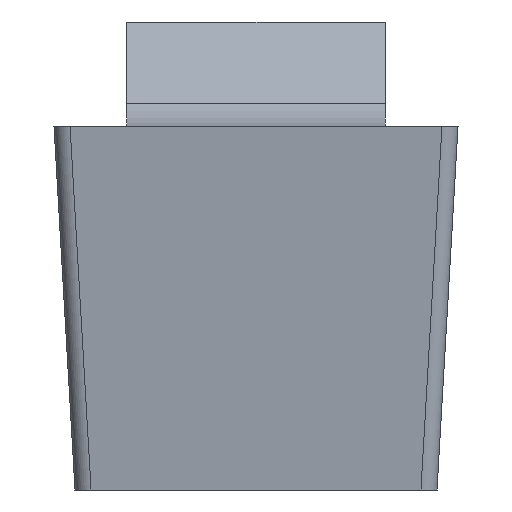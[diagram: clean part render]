
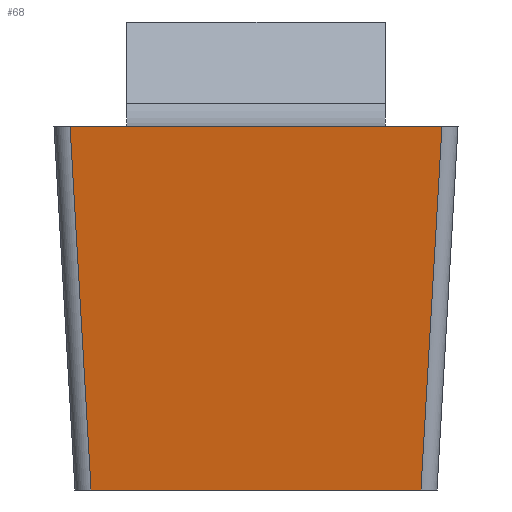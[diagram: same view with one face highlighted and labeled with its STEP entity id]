
A CAD part, front view. The second image highlights one B-rep face of the part: STEP entity #68.
In plain terms, the highlighted planar face has unit normal (0, -0.993, -0.122).
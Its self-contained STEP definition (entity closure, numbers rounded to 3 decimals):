
#68=ADVANCED_FACE('HEAD_NEUTRAL_UDF_SU2',(#104),#84,.F.);
#84=PLANE('',#505);
#104=FACE_OUTER_BOUND('',#126,.T.);
#126=EDGE_LOOP('',(#245,#246,#247,#248));
#245=ORIENTED_EDGE('',*,*,#321,.T.);
#246=ORIENTED_EDGE('',*,*,#355,.T.);
#247=ORIENTED_EDGE('',*,*,#344,.F.);
#248=ORIENTED_EDGE('',*,*,#356,.T.);
#280=VERTEX_POINT('',#696);
#281=VERTEX_POINT('',#698);
#292=VERTEX_POINT('',#746);
#293=VERTEX_POINT('',#748);
#321=EDGE_CURVE('',#281,#280,#375,.T.);
#344=EDGE_CURVE('',#292,#293,#390,.T.);
#355=EDGE_CURVE('',#280,#293,#397,.T.);
#356=EDGE_CURVE('',#292,#281,#398,.T.);
#375=LINE('',#697,#417);
#390=LINE('',#747,#432);
#397=LINE('',#801,#439);
#398=LINE('',#802,#440);
#417=VECTOR('',#546,1.);
#432=VECTOR('',#591,1.);
#439=VECTOR('',#612,1.);
#440=VECTOR('',#613,1.);
#505=AXIS2_PLACEMENT_3D('',#803,#614,#615);
#546=DIRECTION('',(1.,0.,0.));
#591=DIRECTION('',(1.,0.,0.));
#612=DIRECTION('',(0.057,-0.122,0.991));
#613=DIRECTION('',(0.057,0.122,-0.991));
#614=DIRECTION('',(0.,0.993,0.122));
#615=DIRECTION('',(1.,0.,0.));
#696=CARTESIAN_POINT('',(2.041,0.152,-4.495));
#697=CARTESIAN_POINT('',(0.,0.152,-4.495));
#698=CARTESIAN_POINT('',(-2.041,0.152,-4.495));
#746=CARTESIAN_POINT('',(-2.301,-0.4,0.));
#747=CARTESIAN_POINT('',(0.,-0.4,0.));
#748=CARTESIAN_POINT('',(2.301,-0.4,0.));
#801=CARTESIAN_POINT('',(2.294,-0.384,-0.131));
#802=CARTESIAN_POINT('',(-2.294,-0.384,-0.131));
#803=CARTESIAN_POINT('',(0.,-0.4,0.));
